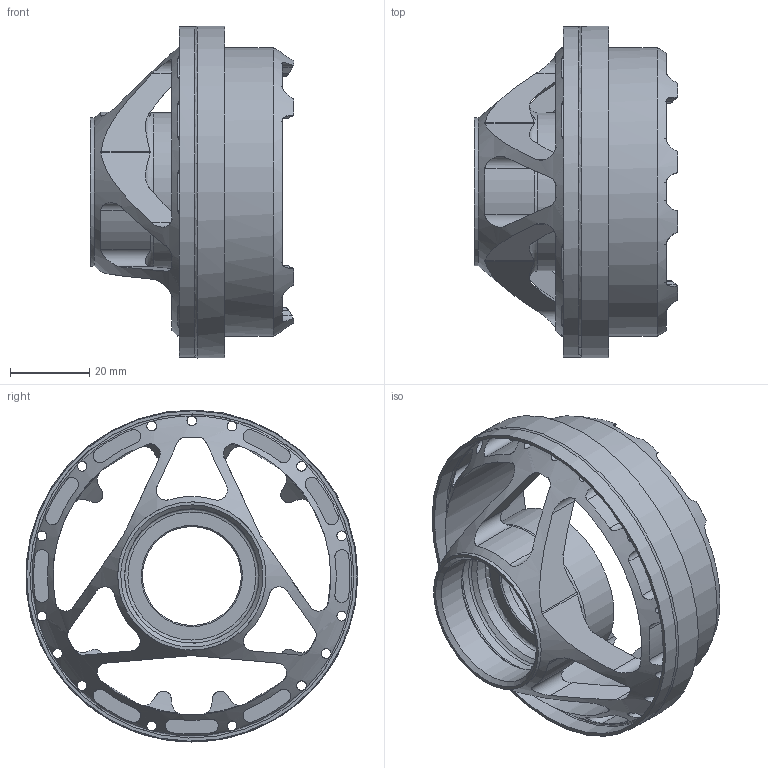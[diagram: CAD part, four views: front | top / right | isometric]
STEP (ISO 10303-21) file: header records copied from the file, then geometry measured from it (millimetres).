
FILE_DESCRIPTION(/* description */ (''),/* implementation_level */ '2;1');
FILE_NAME(/* name */ 'var7.stp',/* time_stamp */ '2019-04-29T10:57:18+03:00',/* author */ ('igoro'),/* organization */ (''),/* preprocessor_version */ 'ST-DEVELOPER v17',/* originating_system */ 'Autodesk Inventor 2019',/* authorisation */ '');
FILE_SCHEMA (('AUTOMOTIVE_DESIGN { 1 0 10303 214 3 1 1 }'));
Length unit declared in the file: millimetre
Products named in the file (1): Part1
Bounding box: 51.43 x 83.92 x 83.99 mm (x, y, z)
Volume: 31646.3 mm3; surface area: 31255.4 mm2
Topology: 1 solids, 1 shells, 260 faces, 836 edges, 570 vertices
Faces by surface type: cylinder 129, plane 60, cone 51, torus 20
Full cylindrical faces by diameter (mm): 2 x8, 2.459 x15, 25 x1, 30 x1, 33 x1, 34 x2, 36.5 x1, 37.5 x1, 38 x1, 40 x1, 70.3 x1, 73 x1, 82 x1, 83.6 x1, 84 x1
Entity records: 12051 total; most frequent: CARTESIAN_POINT 4912, ORIENTED_EDGE 1656, DIRECTION 1354, EDGE_CURVE 828, AXIS2_PLACEMENT_3D 580, VERTEX_POINT 570, CIRCLE 319, EDGE_LOOP 304
